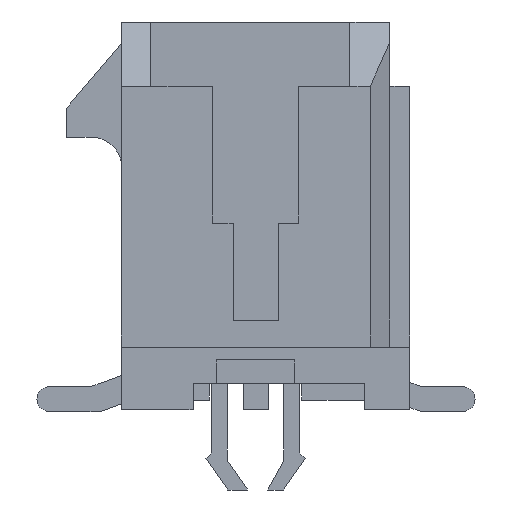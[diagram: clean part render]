
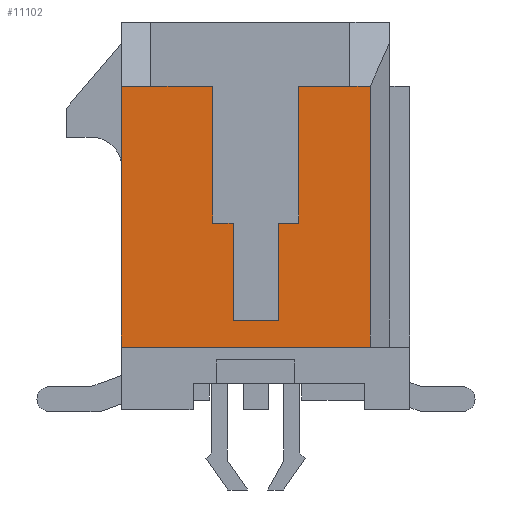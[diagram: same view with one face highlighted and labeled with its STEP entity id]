
A CAD part, left-side view. The second image highlights one B-rep face of the part: STEP entity #11102.
In plain terms, the highlighted planar face has unit normal (-1, 0, 0).
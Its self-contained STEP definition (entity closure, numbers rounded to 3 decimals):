
#1=DIRECTION('',(0.,0.,-1.));
#2=VECTOR('',#1,3.5);
#3=CARTESIAN_POINT('',(-18.325,-1.1,3.315));
#4=LINE('',#3,#2);
#5=DIRECTION('',(0.,1.,0.));
#6=VECTOR('',#5,1.31);
#7=CARTESIAN_POINT('',(-18.325,-2.41,3.315));
#8=LINE('',#7,#6);
#9=DIRECTION('',(0.,-1.,0.));
#10=VECTOR('',#9,0.52);
#11=CARTESIAN_POINT('',(-18.325,-2.41,3.315));
#12=LINE('',#11,#10);
#13=DIRECTION('',(0.,0.,-1.));
#14=VECTOR('',#13,6.67);
#15=CARTESIAN_POINT('',(-18.325,-2.93,3.315));
#16=LINE('',#15,#14);
#17=DIRECTION('',(0.,1.,0.));
#18=VECTOR('',#17,6.36);
#19=CARTESIAN_POINT('',(-18.325,-2.93,-3.355));
#20=LINE('',#19,#18);
#21=DIRECTION('',(0.,0.,1.));
#22=VECTOR('',#21,6.67);
#23=CARTESIAN_POINT('',(-18.325,3.43,-3.355));
#24=LINE('',#23,#22);
#25=DIRECTION('',(0.,-1.,0.));
#26=VECTOR('',#25,0.75);
#27=CARTESIAN_POINT('',(-18.325,3.43,3.315));
#28=LINE('',#27,#26);
#29=DIRECTION('',(0.,1.,0.));
#30=VECTOR('',#29,1.58);
#31=CARTESIAN_POINT('',(-18.325,1.1,3.315));
#32=LINE('',#31,#30);
#33=DIRECTION('',(0.,0.,-1.));
#34=VECTOR('',#33,3.5);
#35=CARTESIAN_POINT('',(-18.325,1.1,3.315));
#36=LINE('',#35,#34);
#37=DIRECTION('',(0.,1.,0.));
#38=VECTOR('',#37,0.525);
#39=CARTESIAN_POINT('',(-18.325,0.575,-0.185));
#40=LINE('',#39,#38);
#41=DIRECTION('',(0.,0.,1.));
#42=VECTOR('',#41,2.5);
#43=CARTESIAN_POINT('',(-18.325,0.575,-2.685));
#44=LINE('',#43,#42);
#45=DIRECTION('',(0.,1.,0.));
#46=VECTOR('',#45,1.15);
#47=CARTESIAN_POINT('',(-18.325,-0.575,-2.685));
#48=LINE('',#47,#46);
#49=DIRECTION('',(0.,0.,-1.));
#50=VECTOR('',#49,2.5);
#51=CARTESIAN_POINT('',(-18.325,-0.575,-0.185));
#52=LINE('',#51,#50);
#53=DIRECTION('',(0.,1.,0.));
#54=VECTOR('',#53,0.525);
#55=CARTESIAN_POINT('',(-18.325,-1.1,-0.185));
#56=LINE('',#55,#54);
#8432=CARTESIAN_POINT('',(-18.325,3.43,3.315));
#8434=VERTEX_POINT('',#8432);
#8483=CARTESIAN_POINT('',(-18.325,2.68,3.315));
#8484=VERTEX_POINT('',#8483);
#8485=CARTESIAN_POINT('',(-18.325,-2.41,3.315));
#8486=VERTEX_POINT('',#8485);
#8771=CARTESIAN_POINT('',(-18.325,-1.1,3.315));
#8772=CARTESIAN_POINT('',(-18.325,-1.1,-0.185));
#8773=VERTEX_POINT('',#8771);
#8774=VERTEX_POINT('',#8772);
#8775=CARTESIAN_POINT('',(-18.325,-0.575,-0.185));
#8776=VERTEX_POINT('',#8775);
#8777=CARTESIAN_POINT('',(-18.325,-0.575,-2.685));
#8778=VERTEX_POINT('',#8777);
#8779=CARTESIAN_POINT('',(-18.325,0.575,-2.685));
#8780=VERTEX_POINT('',#8779);
#8781=CARTESIAN_POINT('',(-18.325,0.575,-0.185));
#8782=VERTEX_POINT('',#8781);
#8783=CARTESIAN_POINT('',(-18.325,1.1,-0.185));
#8784=VERTEX_POINT('',#8783);
#8785=CARTESIAN_POINT('',(-18.325,1.1,3.315));
#8786=VERTEX_POINT('',#8785);
#9545=CARTESIAN_POINT('',(-18.325,3.43,-3.355));
#9546=VERTEX_POINT('',#9545);
#9555=CARTESIAN_POINT('',(-18.325,-2.93,3.315));
#9556=VERTEX_POINT('',#9555);
#9557=CARTESIAN_POINT('',(-18.325,-2.93,-3.355));
#9558=VERTEX_POINT('',#9557);
#11067=CARTESIAN_POINT('',(-18.325,0.,0.));
#11068=DIRECTION('',(1.,0.,0.));
#11069=DIRECTION('',(0.,0.,-1.));
#11070=AXIS2_PLACEMENT_3D('',#11067,#11068,#11069);
#11071=PLANE('',#11070);
#11073=ORIENTED_EDGE('',*,*,#11072,.F.);
#11075=ORIENTED_EDGE('',*,*,#11074,.F.);
#11077=ORIENTED_EDGE('',*,*,#11076,.T.);
#11079=ORIENTED_EDGE('',*,*,#11078,.T.);
#11081=ORIENTED_EDGE('',*,*,#11080,.T.);
#11083=ORIENTED_EDGE('',*,*,#11082,.T.);
#11085=ORIENTED_EDGE('',*,*,#11084,.T.);
#11087=ORIENTED_EDGE('',*,*,#11086,.F.);
#11089=ORIENTED_EDGE('',*,*,#11088,.T.);
#11091=ORIENTED_EDGE('',*,*,#11090,.F.);
#11093=ORIENTED_EDGE('',*,*,#11092,.F.);
#11095=ORIENTED_EDGE('',*,*,#11094,.F.);
#11097=ORIENTED_EDGE('',*,*,#11096,.F.);
#11099=ORIENTED_EDGE('',*,*,#11098,.F.);
#11100=EDGE_LOOP('',(#11073,#11075,#11077,#11079,#11081,#11083,#11085,#11087,
#11089,#11091,#11093,#11095,#11097,#11099));
#11101=FACE_OUTER_BOUND('',#11100,.F.);
#11102=ADVANCED_FACE('',(#11101),#11071,.F.);
#11072=EDGE_CURVE('',#8773,#8774,#4,.T.);
#11074=EDGE_CURVE('',#8486,#8773,#8,.T.);
#11076=EDGE_CURVE('',#8486,#9556,#12,.T.);
#11078=EDGE_CURVE('',#9556,#9558,#16,.T.);
#11080=EDGE_CURVE('',#9558,#9546,#20,.T.);
#11082=EDGE_CURVE('',#9546,#8434,#24,.T.);
#11084=EDGE_CURVE('',#8434,#8484,#28,.T.);
#11086=EDGE_CURVE('',#8786,#8484,#32,.T.);
#11088=EDGE_CURVE('',#8786,#8784,#36,.T.);
#11090=EDGE_CURVE('',#8782,#8784,#40,.T.);
#11092=EDGE_CURVE('',#8780,#8782,#44,.T.);
#11094=EDGE_CURVE('',#8778,#8780,#48,.T.);
#11096=EDGE_CURVE('',#8776,#8778,#52,.T.);
#11098=EDGE_CURVE('',#8774,#8776,#56,.T.);
